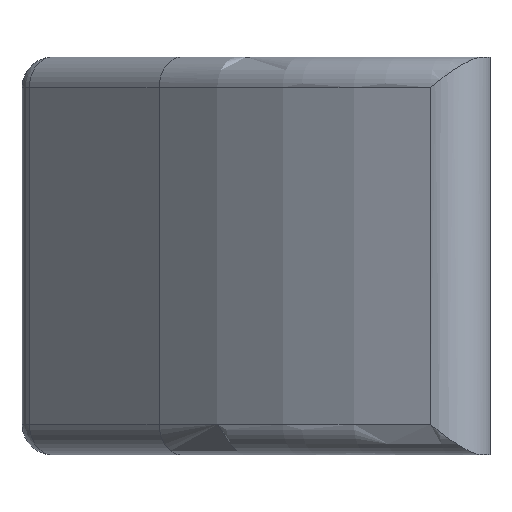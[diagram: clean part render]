
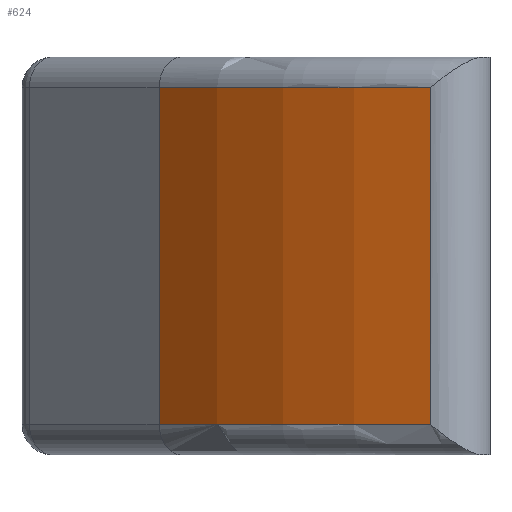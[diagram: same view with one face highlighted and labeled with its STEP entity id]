
A CAD part, left-side view. The second image highlights one B-rep face of the part: STEP entity #624.
In plain terms, the highlighted cylindrical face has radius 43.587 mm (diameter 87.175 mm), a partial arc.
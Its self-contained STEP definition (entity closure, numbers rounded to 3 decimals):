
#69=FACE_OUTER_BOUND('',#107,.T.);
#107=EDGE_LOOP('',(#494,#495,#496,#497));
#133=LINE('',#940,#191);
#153=LINE('',#1036,#211);
#191=VECTOR('',#734,3.);
#211=VECTOR('',#832,10.);
#253=CIRCLE('',#666,43.587);
#266=CIRCLE('',#685,43.587);
#277=VERTEX_POINT('',#924);
#278=VERTEX_POINT('',#939);
#286=VERTEX_POINT('',#972);
#294=VERTEX_POINT('',#998);
#332=EDGE_CURVE('',#277,#278,#133,.T.);
#342=EDGE_CURVE('',#278,#286,#253,.T.);
#359=EDGE_CURVE('',#294,#277,#266,.T.);
#375=EDGE_CURVE('',#294,#286,#153,.T.);
#494=ORIENTED_EDGE('',*,*,#332,.F.);
#495=ORIENTED_EDGE('',*,*,#359,.F.);
#496=ORIENTED_EDGE('',*,*,#375,.T.);
#497=ORIENTED_EDGE('',*,*,#342,.F.);
#602=CYLINDRICAL_SURFACE('',#700,43.587);
#624=ADVANCED_FACE('',(#69),#602,.T.);
#666=AXIS2_PLACEMENT_3D('',#973,#750,#751);
#685=AXIS2_PLACEMENT_3D('',#1005,#792,#793);
#700=AXIS2_PLACEMENT_3D('',#1037,#833,#834);
#734=DIRECTION('',(0.,0.,-1.));
#750=DIRECTION('center_axis',(0.,0.,-1.));
#751=DIRECTION('ref_axis',(-0.84,0.542,0.));
#792=DIRECTION('center_axis',(0.,0.,1.));
#793=DIRECTION('ref_axis',(-0.84,0.542,0.));
#832=DIRECTION('',(0.,0.,-1.));
#833=DIRECTION('center_axis',(0.,0.,1.));
#834=DIRECTION('ref_axis',(-0.652,0.758,0.));
#924=CARTESIAN_POINT('',(-276.357,161.401,101.));
#939=CARTESIAN_POINT('',(-276.357,161.401,79.));
#940=CARTESIAN_POINT('',(-276.357,161.401,100.));
#972=CARTESIAN_POINT('',(-263.964,179.122,79.));
#973=CARTESIAN_POINT('Origin',(-235.558,146.062,79.));
#998=CARTESIAN_POINT('',(-263.964,179.122,101.));
#1005=CARTESIAN_POINT('Origin',(-235.558,146.062,101.));
#1036=CARTESIAN_POINT('',(-263.964,179.122,100.));
#1037=CARTESIAN_POINT('Origin',(-235.558,146.062,100.));
